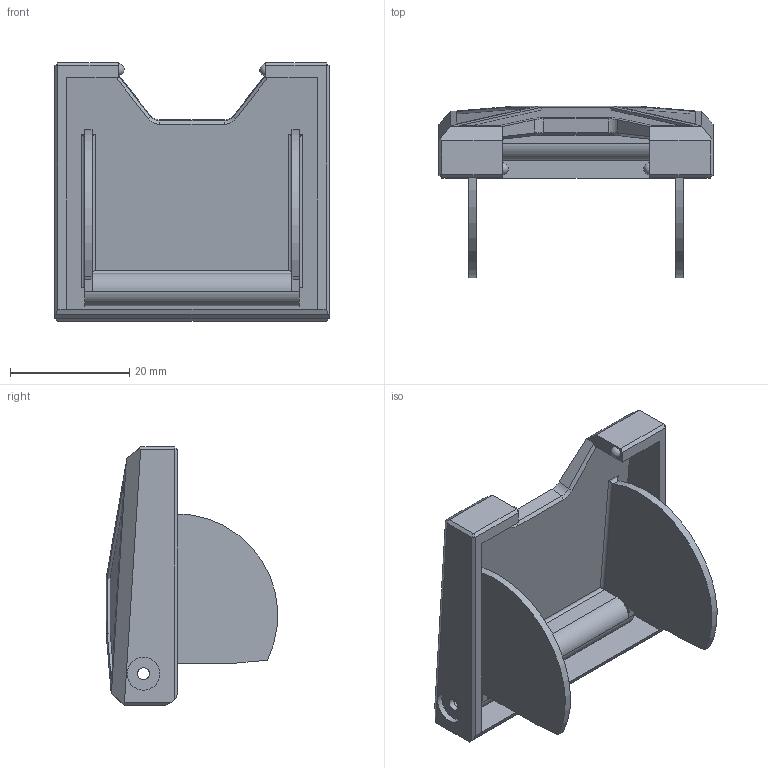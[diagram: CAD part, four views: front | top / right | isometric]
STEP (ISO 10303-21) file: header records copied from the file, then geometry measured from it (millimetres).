
FILE_DESCRIPTION(/* description */ ('Unknown'),/* implementation_level */ '2;1');
FILE_NAME(/* name */ 'nikonF_waistLevelFinder_Top_upperBaffle',/* time_stamp */ '2024-03-18T21:47:08-04:00',/* author */ ('Unknown'),/* organization */ ('Unknown'),/* preprocessor_version */ 'ST-DEVELOPER v18.1',/* originating_system */ 'Solid Edge',/* authorisation */ 'Unknown');
FILE_SCHEMA (('AUTOMOTIVE_DESIGN {1 0 10303 214 3 1 1}'));
Length unit declared in the file: millimetre
Products named in the file (2): nikonF_waistLevelFinder; nikonF_waistLevelFinder_Top_upperBaffle
Assembly tree (1 placements, depth 2):
  nikonF_waistLevelFinder
    nikonF_waistLevelFinder_Top_upperBaffle
Bounding box: 46 x 28.7 x 43.25 mm (x, y, z)
Volume: 8299.8 mm3; surface area: 9434.9 mm2
Topology: 1 solids, 1 shells, 124 faces, 334 edges, 220 vertices
Faces by surface type: plane 93, cylinder 20, bspline 7, cone 2, sphere 2
Full cylindrical faces by diameter (mm): 2 x3, 5.5 x2
Entity records: 4922 total; most frequent: CARTESIAN_POINT 1014, ORIENTED_EDGE 634, DIRECTION 568, EDGE_CURVE 317, LINE 246, VECTOR 246, VERTEX_POINT 212, AXIS2_PLACEMENT_3D 161
